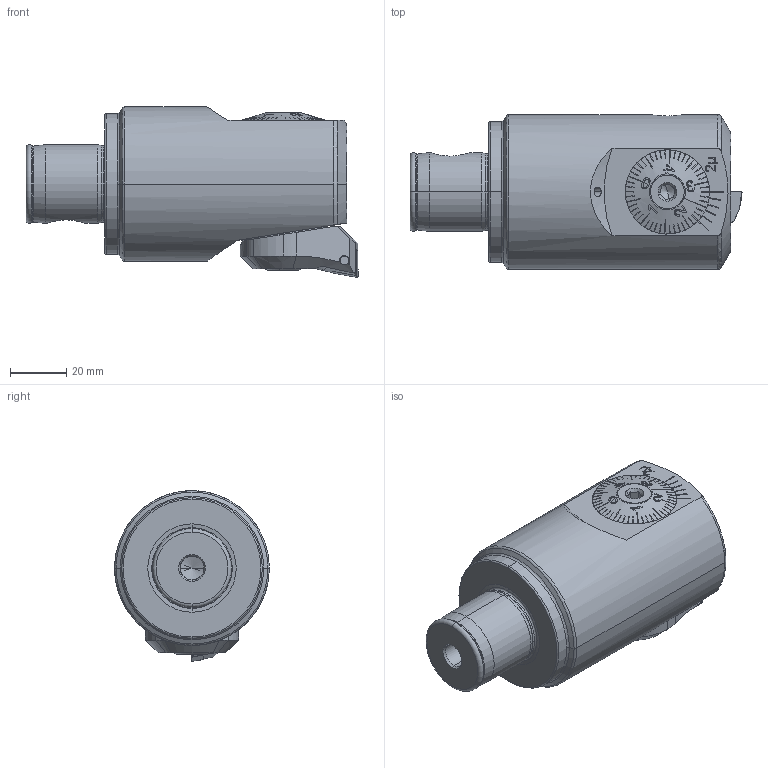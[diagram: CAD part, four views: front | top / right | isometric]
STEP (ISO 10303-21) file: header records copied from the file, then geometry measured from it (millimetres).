
FILE_DESCRIPTION (( 'STEP AP203' ), '1' );
FILE_NAME ('C04.050.067.090.STEP', '2018-02-26T08:09:45', ( 'SWIAdmin' ), ( 'Hewlett-Packard Company' ), 'SwSTEP 2.0', 'SolidWorks 2017', '' );
FILE_SCHEMA (( 'CONFIG_CONTROL_DESIGN' ));
Length unit declared in the file: millimetre
Products named in the file (20): C04.050.067.090; A55-BG2.011.016_D; WCB-ER2.001.009_A; F55-BG2.014.015_B; F55-WCB.001.013; WH5-F55.K20.090_B; F55-BG2.015.015_B; F55-ER1.101.016_A; DIN 3771 - 25x1.5; F55-BG1.011.036_D; F55-BG1.014.036; F55-BG1.012.012_A; A55-BG3.011.033_A_gek〉zt; F55-BG1.011.036; Klebstoff D10; A55-BG2.013.005_C; F55-WCB.001.013_D_fertigbearbeitet; ISO 4026 - M10 x 8; A55-BG2.012.006_B; CCMT09T304
Assembly tree (20 placements, depth 4):
  C04.050.067.090
    WH5-F55.K20.090_B
    F55-WCB.001.013
      F55-WCB.001.013_D_fertigbearbeitet
      CCMT09T304
      WCB-ER2.001.009_A
    F55-ER1.101.016_A
    F55-BG1.014.036
      F55-BG1.011.036
        F55-BG1.011.036_D
        F55-BG1.012.012_A
      A55-BG2.013.005_C
      A55-BG2.012.006_B
      F55-BG2.015.015_B
        A55-BG2.011.016_D
        F55-BG2.014.015_B
      DIN 3771 - 25x1.5
    A55-BG3.011.033_A_gek〉zt
    Klebstoff D10
    WCB-ER2.001.009_A
    ISO 4026 - M10 x 8
Bounding box: 118 x 55 x 60.65 mm (x, y, z)
Volume: 202085.8 mm3; surface area: 48535.3 mm2
Topology: 18 solids, 18 shells, 894 faces, 2299 edges, 1440 vertices
Faces by surface type: plane 356, cone 220, cylinder 174, torus 83, bspline 57, sphere 4
Entity records: 32107 total; most frequent: CARTESIAN_POINT 10214, ORIENTED_EDGE 4370, DIRECTION 3816, EDGE_CURVE 2185, AXIS2_PLACEMENT_3D 1479, VERTEX_POINT 1380, EDGE_LOOP 905, VECTOR 858
